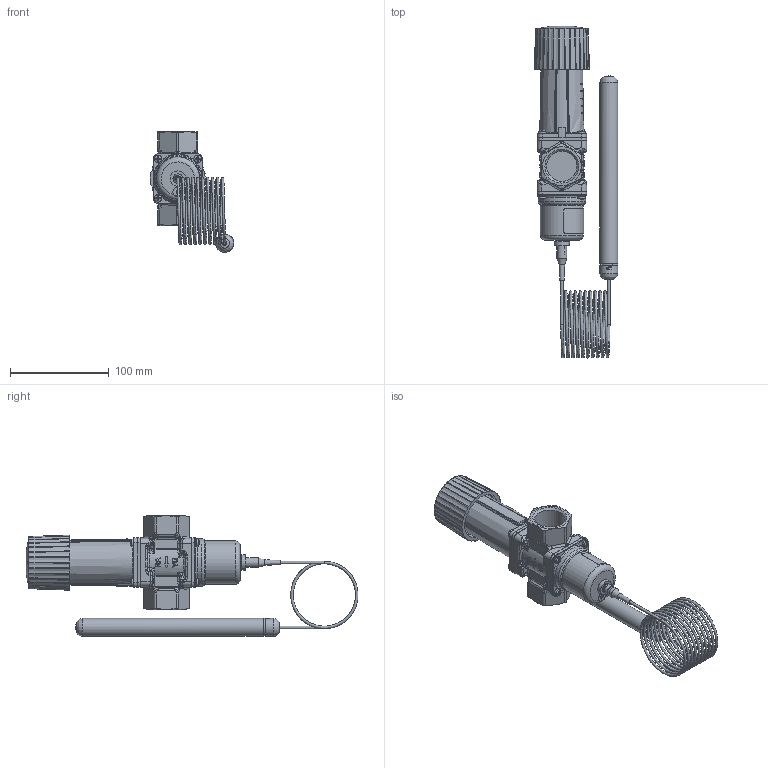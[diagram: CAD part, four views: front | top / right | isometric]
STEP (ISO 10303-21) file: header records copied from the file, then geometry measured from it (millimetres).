
FILE_DESCRIPTION((''),'2;1');
FILE_NAME('WEB003N4162.step','2014-10-16T10:13:42',(''),(''),'Autodesk Inventor 2012','Autodesk Inventor 2012','');
FILE_SCHEMA(('AUTOMOTIVE_DESIGN { 1 2 10303 214 0 1 1 1 }'));
Length unit declared in the file: millimetre
Products named in the file (1): WEB003N4162
Bounding box: 84.6 x 335.8 x 122.1 mm (x, y, z)
Volume: 471679 mm3; surface area: 103897.7 mm2
Topology: 1 solids, 30 shells, 2109 faces, 5360 edges, 3341 vertices
Faces by surface type: plane 908, bspline 622, cylinder 341, cone 151, torus 59, sphere 28
Full cylindrical faces by diameter (mm): 2.5 x4, 2.9 x1, 3.3 x1, 3.33 x4, 3.9 x2, 4 x2, 4.23 x4, 4.5 x2, 5 x9, 5.8 x8, 5.9 x8, 6 x1, 6.7 x2, 7 x2, 7.5 x8, 7.95 x1, 8 x1, 8.7 x4, 9.9 x1, 10 x2, 11.9 x1, 12.2 x1, 14 x1, 15.5 x1, 17.2 x1, 18 x1, 26 x2, 26.01 x1, 30.61 x2, 38 x1
Entity records: 110132 total; most frequent: CARTESIAN_POINT 63036, ORIENTED_EDGE 9960, DIRECTION 8015, EDGE_CURVE 4980, VERTEX_POINT 3243, AXIS2_PLACEMENT_3D 3071, EDGE_LOOP 2477, FACE_OUTER_BOUND 2109
